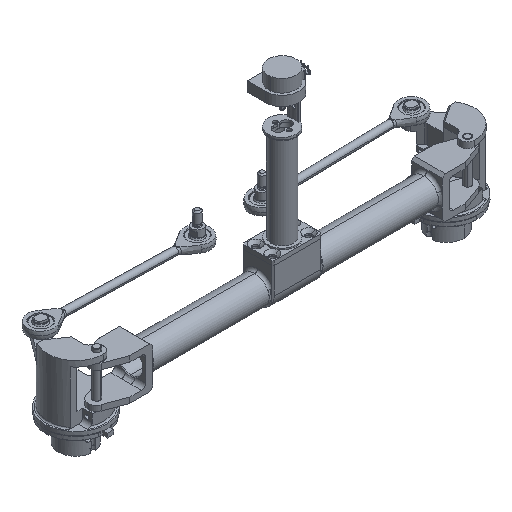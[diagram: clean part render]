
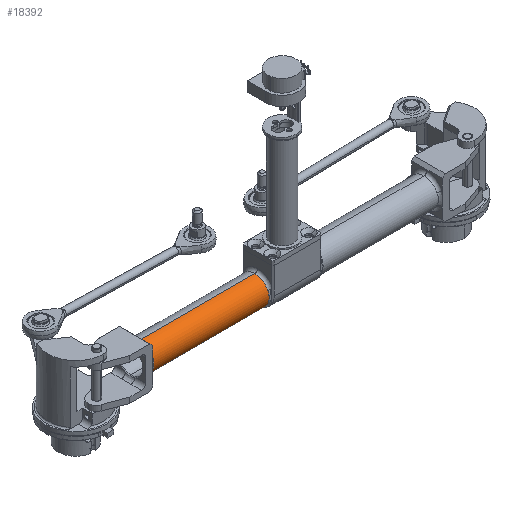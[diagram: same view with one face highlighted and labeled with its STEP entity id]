
A CAD part, isometric view. The second image highlights one B-rep face of the part: STEP entity #18392.
In plain terms, the highlighted cylindrical face has radius 10 mm (diameter 20 mm), a partial arc.
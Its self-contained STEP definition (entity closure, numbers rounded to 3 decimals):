
#92 = CIRCLE ( 'NONE', #1509, 10. ) ;
#770 = DIRECTION ( 'NONE',  ( -1., 0., 0. ) ) ;
#818 = CARTESIAN_POINT ( 'NONE',  ( -101.5, -3.997, -9.167 ) ) ;
#975 = CARTESIAN_POINT ( 'NONE',  ( -19.232, 0., -10. ) ) ;
#1076 = VERTEX_POINT ( 'NONE', #18094 ) ;
#1509 = AXIS2_PLACEMENT_3D ( 'NONE', #9841, #26728, #35596 ) ;
#1897 = EDGE_CURVE ( 'NONE', #6269, #16083, #29243, .T. ) ;
#2149 = CARTESIAN_POINT ( 'NONE',  ( -101.5, -3.361, -9.444 ) ) ;
#2156 = AXIS2_PLACEMENT_3D ( 'NONE', #27433, #24651, #27073 ) ;
#2527 = CARTESIAN_POINT ( 'NONE',  ( -19.232, 10., 0. ) ) ;
#2855 = LINE ( 'NONE', #26668, #13343 ) ;
#3121 = CARTESIAN_POINT ( 'NONE',  ( -101.578, 2.709, -9.65 ) ) ;
#3875 = CARTESIAN_POINT ( 'NONE',  ( -19.232, -0.345, -10. ) ) ;
#4000 = CARTESIAN_POINT ( 'NONE',  ( -19.5, -3.997, -9.167 ) ) ;
#4369 = CARTESIAN_POINT ( 'NONE',  ( -19.232, 0., -10. ) ) ;
#4985 = CARTESIAN_POINT ( 'NONE',  ( -101.578, -2.71, -9.65 ) ) ;
#6269 = VERTEX_POINT ( 'NONE', #818 ) ;
#6702 = CARTESIAN_POINT ( 'NONE',  ( -19.321, -1.706, -9.859 ) ) ;
#6803 = VERTEX_POINT ( 'NONE', #13441 ) ;
#8624 = CARTESIAN_POINT ( 'NONE',  ( -101.755, -0.684, -9.982 ) ) ;
#9304 = ORIENTED_EDGE ( 'NONE', *, *, #31259, .T. ) ;
#9841 = CARTESIAN_POINT ( 'NONE',  ( -19.232, 0., 0. ) ) ;
#9842 = ORIENTED_EDGE ( 'NONE', *, *, #1897, .T. ) ;
#10019 = DIRECTION ( 'NONE',  ( 1., 0., 0. ) ) ;
#10465 = ORIENTED_EDGE ( 'NONE', *, *, #15646, .T. ) ;
#10520 = VERTEX_POINT ( 'NONE', #975 ) ;
#10565 = ORIENTED_EDGE ( 'NONE', *, *, #27172, .F. ) ;
#11679 = CARTESIAN_POINT ( 'NONE',  ( -101.711, 1.364, -9.912 ) ) ;
#12559 = CARTESIAN_POINT ( 'NONE',  ( -19.245, -0.688, -9.982 ) ) ;
#13343 = VECTOR ( 'NONE', #10019, 1000. ) ;
#13379 = DIRECTION ( 'NONE',  ( 1., 0., 0. ) ) ;
#13441 = CARTESIAN_POINT ( 'NONE',  ( -19.5, -3.997, -9.167 ) ) ;
#13571 = CARTESIAN_POINT ( 'NONE',  ( -101.5, 10., 0. ) ) ;
#13644 = DIRECTION ( 'NONE',  ( 1., 0., 0. ) ) ;
#14006 = CARTESIAN_POINT ( 'NONE',  ( -101.756, 0.679, -9.983 ) ) ;
#14231 = CARTESIAN_POINT ( 'NONE',  ( -19.5, 0., 0. ) ) ;
#14638 = AXIS2_PLACEMENT_3D ( 'NONE', #14231, #770, #30985 ) ;
#15039 = LINE ( 'NONE', #30039, #22844 ) ;
#15129 = CARTESIAN_POINT ( 'NONE',  ( -19.423, -2.713, -9.649 ) ) ;
#15646 = EDGE_CURVE ( 'NONE', #1076, #6269, #23623, .T. ) ;
#16083 = VERTEX_POINT ( 'NONE', #21506 ) ;
#16111 = DIRECTION ( 'NONE',  ( 0., 1., 0. ) ) ;
#16775 = EDGE_CURVE ( 'NONE', #16083, #23018, #29643, .T. ) ;
#17064 = CARTESIAN_POINT ( 'NONE',  ( -101.768, -0.344, -10. ) ) ;
#17577 = ORIENTED_EDGE ( 'NONE', *, *, #20740, .T. ) ;
#18094 = CARTESIAN_POINT ( 'NONE',  ( -101.5, -10., 0. ) ) ;
#18392 = ADVANCED_FACE ( 'NONE', ( #33679 ), #35829, .T. ) ;
#18833 = CARTESIAN_POINT ( 'NONE',  ( -101.5, 0., 0. ) ) ;
#18890 = CARTESIAN_POINT ( 'NONE',  ( -101.5, -3.997, -9.167 ) ) ;
#19253 = VERTEX_POINT ( 'NONE', #2527 ) ;
#20740 = EDGE_CURVE ( 'NONE', #6803, #32888, #23593, .T. ) ;
#20945 = CARTESIAN_POINT ( 'NONE',  ( -19.5, -3.363, -9.443 ) ) ;
#21256 = DIRECTION ( 'NONE',  ( 1., 0., 0. ) ) ;
#21382 = DIRECTION ( 'NONE',  ( 0., 1., 0. ) ) ;
#21506 = CARTESIAN_POINT ( 'NONE',  ( -101.5, 3.997, -9.167 ) ) ;
#21659 = ORIENTED_EDGE ( 'NONE', *, *, #16775, .T. ) ;
#22264 = CARTESIAN_POINT ( 'NONE',  ( -101.679, 1.705, -9.859 ) ) ;
#22734 = B_SPLINE_CURVE_WITH_KNOTS ( 'NONE', 3,
 ( #4369, #3875, #12559, #23762, #6702, #15129, #20945, #4000 ),
 .UNSPECIFIED., .F., .F.,
 ( 4, 2, 2, 4 ),
 ( 0., 0.001, 0.002, 0.004 ),
 .UNSPECIFIED. ) ;
#22844 = VECTOR ( 'NONE', #13379, 1000. ) ;
#23018 = VERTEX_POINT ( 'NONE', #13571 ) ;
#23593 = CIRCLE ( 'NONE', #14638, 10. ) ;
#23623 = CIRCLE ( 'NONE', #30346, 10. ) ;
#23762 = CARTESIAN_POINT ( 'NONE',  ( -19.29, -1.368, -9.912 ) ) ;
#24340 = CARTESIAN_POINT ( 'NONE',  ( -101.5, 0., 0. ) ) ;
#24463 = CARTESIAN_POINT ( 'NONE',  ( -101.679, -1.699, -9.861 ) ) ;
#24651 = DIRECTION ( 'NONE',  ( 1., 0., 0. ) ) ;
#24683 = EDGE_LOOP ( 'NONE', ( #10565, #10465, #9842, #21659, #28194, #32628, #9304, #17577 ) ) ;
#24810 = EDGE_CURVE ( 'NONE', #23018, #19253, #15039, .T. ) ;
#25419 = CARTESIAN_POINT ( 'NONE',  ( -101.5, 3.36, -9.444 ) ) ;
#25702 = AXIS2_PLACEMENT_3D ( 'NONE', #18833, #21256, #21382 ) ;
#26668 = CARTESIAN_POINT ( 'NONE',  ( 0., -10., 0. ) ) ;
#26728 = DIRECTION ( 'NONE',  ( -1., 0., 0. ) ) ;
#27073 = DIRECTION ( 'NONE',  ( 0., 1., 0. ) ) ;
#27172 = EDGE_CURVE ( 'NONE', #1076, #32888, #2855, .T. ) ;
#27433 = CARTESIAN_POINT ( 'NONE',  ( 0., 0., 0. ) ) ;
#28194 = ORIENTED_EDGE ( 'NONE', *, *, #24810, .T. ) ;
#29243 = B_SPLINE_CURVE_WITH_KNOTS ( 'NONE', 3,
 ( #18890, #2149, #4985, #24463, #33327, #8624, #17064, #33814, #14006, #11679, #22264, #3121, #25419, #30767 ),
 .UNSPECIFIED., .F., .F.,
 ( 4, 2, 2, 2, 2, 2, 4 ),
 ( 0., 0.002, 0.003, 0.004, 0.005, 0.006, 0.008 ),
 .UNSPECIFIED. ) ;
#29643 = CIRCLE ( 'NONE', #25702, 10. ) ;
#30039 = CARTESIAN_POINT ( 'NONE',  ( 0., 10., 0. ) ) ;
#30346 = AXIS2_PLACEMENT_3D ( 'NONE', #24340, #13644, #16111 ) ;
#30767 = CARTESIAN_POINT ( 'NONE',  ( -101.5, 3.997, -9.167 ) ) ;
#30985 = DIRECTION ( 'NONE',  ( 0., -1., 0. ) ) ;
#31078 = CARTESIAN_POINT ( 'NONE',  ( -19.5, -10., 0. ) ) ;
#31259 = EDGE_CURVE ( 'NONE', #10520, #6803, #22734, .T. ) ;
#32628 = ORIENTED_EDGE ( 'NONE', *, *, #32665, .T. ) ;
#32665 = EDGE_CURVE ( 'NONE', #19253, #10520, #92, .T. ) ;
#32888 = VERTEX_POINT ( 'NONE', #31078 ) ;
#33327 = CARTESIAN_POINT ( 'NONE',  ( -101.711, -1.361, -9.913 ) ) ;
#33679 = FACE_OUTER_BOUND ( 'NONE', #24683, .T. ) ;
#33814 = CARTESIAN_POINT ( 'NONE',  ( -101.768, 0.337, -10. ) ) ;
#35596 = DIRECTION ( 'NONE',  ( 0., 1., 0. ) ) ;
#35829 = CYLINDRICAL_SURFACE ( 'NONE', #2156, 10. ) ;
